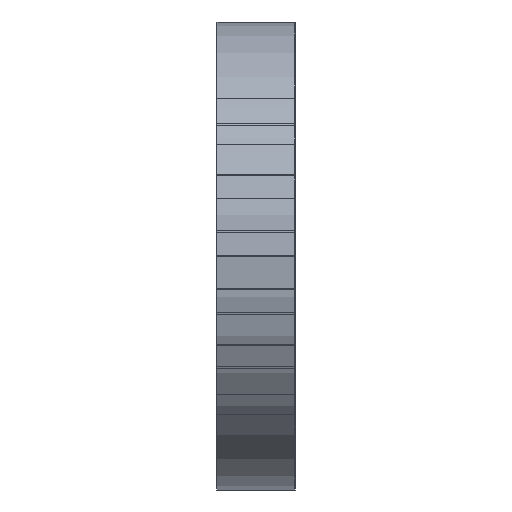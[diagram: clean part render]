
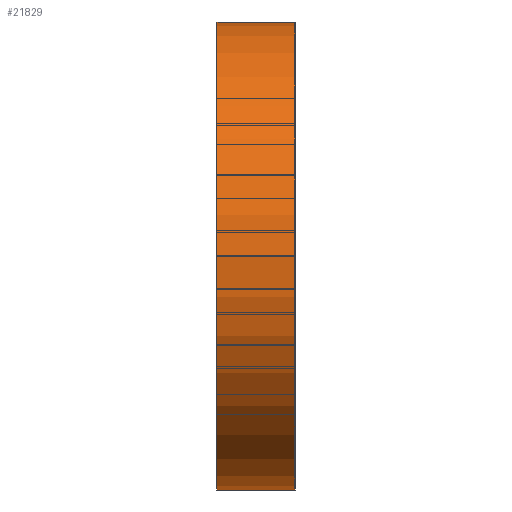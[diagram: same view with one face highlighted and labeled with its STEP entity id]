
A CAD part, left-side view. The second image highlights one B-rep face of the part: STEP entity #21829.
In plain terms, the highlighted cylindrical face has radius 38.1 mm (diameter 76.2 mm), a partial arc.
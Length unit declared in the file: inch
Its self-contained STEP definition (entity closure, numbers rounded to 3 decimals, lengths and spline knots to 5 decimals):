
#129 = CARTESIAN_POINT ( 'NONE',  ( -11.05006, 0., 0. ) ) ;
#907 = AXIS2_PLACEMENT_3D ( 'NONE', #3005, #22074, #5759 ) ;
#2317 = CARTESIAN_POINT ( 'NONE',  ( -11.05006, 0.5, 0. ) ) ;
#2877 = DIRECTION ( 'NONE',  ( 0., 0., 1. ) ) ;
#3005 = CARTESIAN_POINT ( 'NONE',  ( -11.05006, 0.5, 0. ) ) ;
#4966 = DIRECTION ( 'NONE',  ( 0., 0., -1. ) ) ;
#5759 = DIRECTION ( 'NONE',  ( 0., 0., 1. ) ) ;
#5798 = ORIENTED_EDGE ( 'NONE', *, *, #13175, .T. ) ;
#6740 = VECTOR ( 'NONE', #8304, 39.37008 ) ;
#7944 = LINE ( 'NONE', #29557, #16893 ) ;
#8304 = DIRECTION ( 'NONE',  ( 0., -1., 0. ) ) ;
#9093 = CARTESIAN_POINT ( 'NONE',  ( -11.05006, 0.5, 1.5 ) ) ;
#9187 = CARTESIAN_POINT ( 'NONE',  ( -11.05006, 0.5, -1.5 ) ) ;
#13175 = EDGE_CURVE ( 'NONE', #26796, #26574, #21239, .T. ) ;
#13238 = DIRECTION ( 'NONE',  ( 0., -1., 0. ) ) ;
#14917 = AXIS2_PLACEMENT_3D ( 'NONE', #129, #19248, #2877 ) ;
#15459 = AXIS2_PLACEMENT_3D ( 'NONE', #2317, #35035, #4966 ) ;
#15675 = ORIENTED_EDGE ( 'NONE', *, *, #27047, .F. ) ;
#16893 = VECTOR ( 'NONE', #13238, 39.37008 ) ;
#17278 = ORIENTED_EDGE ( 'NONE', *, *, #34657, .T. ) ;
#17421 = EDGE_CURVE ( 'NONE', #26796, #17545, #23973, .T. ) ;
#17545 = VERTEX_POINT ( 'NONE', #9093 ) ;
#17870 = EDGE_LOOP ( 'NONE', ( #17278, #15675, #23015, #5798 ) ) ;
#18477 = FACE_OUTER_BOUND ( 'NONE', #17870, .T. ) ;
#19158 = CARTESIAN_POINT ( 'NONE',  ( -11.05006, 0.5, -1.5 ) ) ;
#19248 = DIRECTION ( 'NONE',  ( 0., 1., 0. ) ) ;
#19599 = CARTESIAN_POINT ( 'NONE',  ( -11.05006, 0., 1.5 ) ) ;
#21239 = LINE ( 'NONE', #19158, #6740 ) ;
#21636 = CIRCLE ( 'NONE', #14917, 1.5 ) ;
#21809 = CARTESIAN_POINT ( 'NONE',  ( -11.05006, 0., -1.5 ) ) ;
#21829 = ADVANCED_FACE ( 'NONE', ( #18477 ), #24859, .T. ) ;
#22074 = DIRECTION ( 'NONE',  ( 0., 1., 0. ) ) ;
#23015 = ORIENTED_EDGE ( 'NONE', *, *, #17421, .F. ) ;
#23973 = CIRCLE ( 'NONE', #907, 1.5 ) ;
#24859 = CYLINDRICAL_SURFACE ( 'NONE', #15459, 1.5 ) ;
#26574 = VERTEX_POINT ( 'NONE', #21809 ) ;
#26796 = VERTEX_POINT ( 'NONE', #9187 ) ;
#27047 = EDGE_CURVE ( 'NONE', #17545, #29776, #7944, .T. ) ;
#29557 = CARTESIAN_POINT ( 'NONE',  ( -11.05006, 0.5, 1.5 ) ) ;
#29776 = VERTEX_POINT ( 'NONE', #19599 ) ;
#34657 = EDGE_CURVE ( 'NONE', #26574, #29776, #21636, .T. ) ;
#35035 = DIRECTION ( 'NONE',  ( 0., -1., 0. ) ) ;
